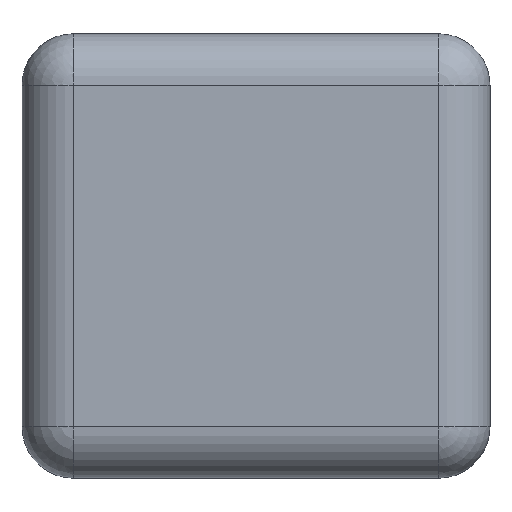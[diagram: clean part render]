
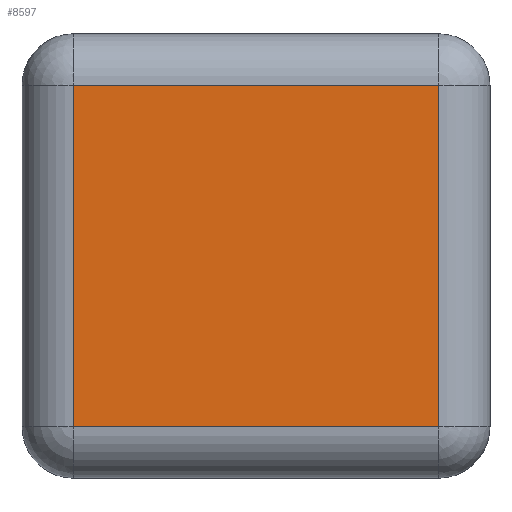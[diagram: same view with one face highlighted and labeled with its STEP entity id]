
A CAD part, front view. The second image highlights one B-rep face of the part: STEP entity #8597.
In plain terms, the highlighted planar face has unit normal (0, -1, 0).
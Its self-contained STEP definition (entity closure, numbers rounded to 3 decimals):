
#1122 = VERTEX_POINT ( 'NONE', #10620 ) ;
#1213 = CARTESIAN_POINT ( 'NONE',  ( -363.679, -786.042, 265.352 ) ) ;
#4520 = CARTESIAN_POINT ( 'NONE',  ( -283.679, -786.042, 265.352 ) ) ;
#5864 = CARTESIAN_POINT ( 'NONE',  ( -283.679, -786.042, -345.352 ) ) ;
#6441 = CARTESIAN_POINT ( 'NONE',  ( 283.679, -786.042, -265.352 ) ) ;
#8597 = ADVANCED_FACE ( 'NONE', ( #8853 ), #23313, .F. ) ;
#8853 = FACE_OUTER_BOUND ( 'NONE', #17771, .T. ) ;
#8939 = DIRECTION ( 'NONE',  ( 0., 0., 1. ) ) ;
#9203 = VECTOR ( 'NONE', #15450, 1000. ) ;
#9439 = ORIENTED_EDGE ( 'NONE', *, *, #25820, .T. ) ;
#10355 = ORIENTED_EDGE ( 'NONE', *, *, #33596, .T. ) ;
#10620 = CARTESIAN_POINT ( 'NONE',  ( -283.679, -786.042, -265.352 ) ) ;
#12810 = EDGE_CURVE ( 'NONE', #1122, #27632, #44866, .T. ) ;
#15450 = DIRECTION ( 'NONE',  ( -1., 0., 0. ) ) ;
#16082 = CARTESIAN_POINT ( 'NONE',  ( 0., -786.042, 0. ) ) ;
#17074 = LINE ( 'NONE', #5864, #24183 ) ;
#17771 = EDGE_LOOP ( 'NONE', ( #9439, #10355, #28583, #31572 ) ) ;
#18878 = DIRECTION ( 'NONE',  ( 0., 1., 0. ) ) ;
#23313 = PLANE ( 'NONE',  #40021 ) ;
#23868 = CARTESIAN_POINT ( 'NONE',  ( 283.679, -786.042, 345.352 ) ) ;
#24183 = VECTOR ( 'NONE', #31334, 1000. ) ;
#25383 = VERTEX_POINT ( 'NONE', #29414 ) ;
#25820 = EDGE_CURVE ( 'NONE', #27632, #25383, #33718, .T. ) ;
#27074 = DIRECTION ( 'NONE',  ( 1., 0., 0. ) ) ;
#27632 = VERTEX_POINT ( 'NONE', #6441 ) ;
#28583 = ORIENTED_EDGE ( 'NONE', *, *, #32248, .T. ) ;
#29187 = VECTOR ( 'NONE', #27074, 1000. ) ;
#29414 = CARTESIAN_POINT ( 'NONE',  ( 283.679, -786.042, 265.352 ) ) ;
#30550 = VERTEX_POINT ( 'NONE', #4520 ) ;
#31334 = DIRECTION ( 'NONE',  ( 0., 0., -1. ) ) ;
#31572 = ORIENTED_EDGE ( 'NONE', *, *, #12810, .T. ) ;
#32248 = EDGE_CURVE ( 'NONE', #30550, #1122, #17074, .T. ) ;
#33212 = LINE ( 'NONE', #1213, #9203 ) ;
#33596 = EDGE_CURVE ( 'NONE', #25383, #30550, #33212, .T. ) ;
#33718 = LINE ( 'NONE', #23868, #33931 ) ;
#33931 = VECTOR ( 'NONE', #8939, 1000. ) ;
#40021 = AXIS2_PLACEMENT_3D ( 'NONE', #16082, #18878, #44378 ) ;
#41597 = CARTESIAN_POINT ( 'NONE',  ( 363.679, -786.042, -265.352 ) ) ;
#44378 = DIRECTION ( 'NONE',  ( 0., 0., 1. ) ) ;
#44866 = LINE ( 'NONE', #41597, #29187 ) ;
